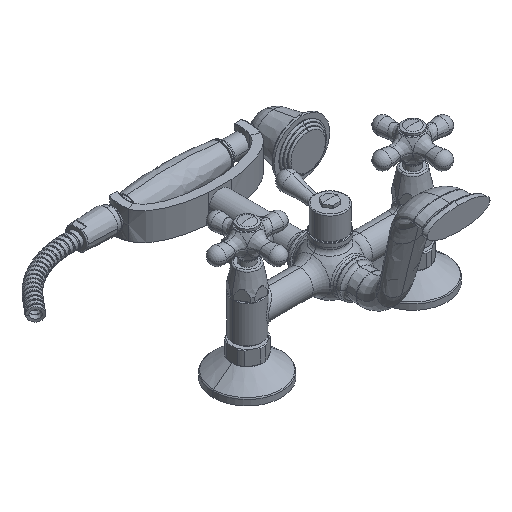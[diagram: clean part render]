
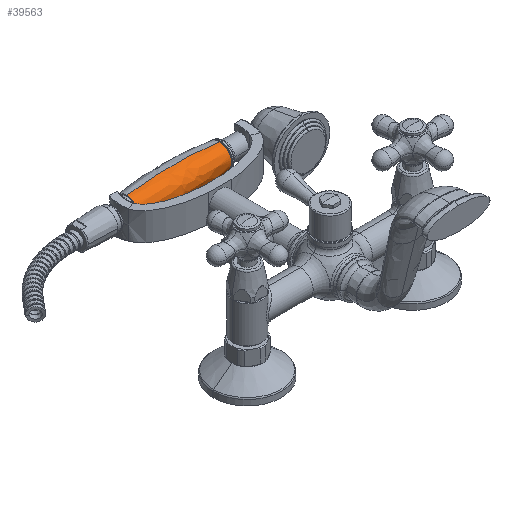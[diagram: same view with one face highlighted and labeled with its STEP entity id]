
A CAD part, isometric view. The second image highlights one B-rep face of the part: STEP entity #39563.
In plain terms, the highlighted free-form (B-spline) face has degree [3, 3] with [7, 4] control points.
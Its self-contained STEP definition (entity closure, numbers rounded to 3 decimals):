
#28670=CARTESIAN_POINT('',(-50.74,143.26,0.));
#28671=DIRECTION('',(1.,0.,0.));
#28672=DIRECTION('',(0.,0.,1.));
#28673=AXIS2_PLACEMENT_3D('',#28670,#28671,#28672);
#28685=CARTESIAN_POINT('',(-6.5,143.26,317.042));
#28686=DIRECTION('',(0.,-1.,0.));
#28687=DIRECTION('',(-0.133,0.,-0.991));
#28688=AXIS2_PLACEMENT_3D('',#28685,#28686,#28687);
#28690=CARTESIAN_POINT('',(-6.5,143.26,-317.042));
#28691=DIRECTION('',(0.,1.,0.));
#28692=DIRECTION('',(-0.133,0.,0.991));
#28693=AXIS2_PLACEMENT_3D('',#28690,#28691,#28692);
#28700=CARTESIAN_POINT('',(37.74,143.26,0.));
#28701=DIRECTION('',(1.,0.,0.));
#28702=DIRECTION('',(0.,0.,1.));
#28703=AXIS2_PLACEMENT_3D('',#28700,#28701,#28702);
#31795=CARTESIAN_POINT('',(37.74,143.26,11.535));
#31796=CARTESIAN_POINT('',(37.74,143.26,
-11.535));
#31797=VERTEX_POINT('',#31795);
#31798=VERTEX_POINT('',#31796);
#31799=CARTESIAN_POINT('',(-50.74,143.26,
11.535));
#31800=CARTESIAN_POINT('',(-50.74,143.26,
-11.535));
#31801=VERTEX_POINT('',#31799);
#31802=VERTEX_POINT('',#31800);
#39525=CARTESIAN_POINT('',(39.498,143.969,
-11.271));
#39526=CARTESIAN_POINT('',(8.932,144.238,
-15.545));
#39527=CARTESIAN_POINT('',(-21.932,144.238,
-15.545));
#39528=CARTESIAN_POINT('',(-52.498,143.969,
-11.271));
#39529=CARTESIAN_POINT('',(39.498,137.032,
-11.708));
#39530=CARTESIAN_POINT('',(8.932,134.671,
-16.147));
#39531=CARTESIAN_POINT('',(-21.932,134.671,
-16.147));
#39532=CARTESIAN_POINT('',(-52.498,137.032,
-11.708));
#39533=CARTESIAN_POINT('',(39.498,131.966,
-6.95));
#39534=CARTESIAN_POINT('',(8.932,127.684,
-9.585));
#39535=CARTESIAN_POINT('',(-21.932,127.684,
-9.585));
#39536=CARTESIAN_POINT('',(-52.498,131.966,
-6.95));
#39537=CARTESIAN_POINT('',(39.498,131.966,0.));
#39538=CARTESIAN_POINT('',(8.932,127.684,
0.));
#39539=CARTESIAN_POINT('',(-21.932,127.684,
0.));
#39540=CARTESIAN_POINT('',(-52.498,131.966,
0.));
#39541=CARTESIAN_POINT('',(39.498,131.966,6.95));
#39542=CARTESIAN_POINT('',(8.932,127.684,9.585));
#39543=CARTESIAN_POINT('',(-21.932,127.684,
9.585));
#39544=CARTESIAN_POINT('',(-52.498,131.966,
6.95));
#39545=CARTESIAN_POINT('',(39.498,137.032,11.708));
#39546=CARTESIAN_POINT('',(8.932,134.671,16.147));
#39547=CARTESIAN_POINT('',(-21.932,134.671,
16.147));
#39548=CARTESIAN_POINT('',(-52.498,137.032,
11.708));
#39549=CARTESIAN_POINT('',(39.498,143.969,11.271));
#39550=CARTESIAN_POINT('',(8.932,144.238,15.545));
#39551=CARTESIAN_POINT('',(-21.932,144.238,
15.545));
#39552=CARTESIAN_POINT('',(-52.498,143.969,
11.271));
#39553=(BOUNDED_SURFACE()B_SPLINE_SURFACE(3,3,((#39525,#39526,#39527,#39528),(
#39529,#39530,#39531,#39532),(#39533,#39534,#39535,#39536),(#39537,#39538,
#39539,#39540),(#39541,#39542,#39543,#39544),(#39545,#39546,#39547,#39548),(
#39549,#39550,#39551,#39552)),.UNSPECIFIED.,.F.,.F.,.F.)B_SPLINE_SURFACE_WITH_KNOTS((4,3,4),(4,4),(0.,1.,2.),(0.,1.),.UNSPECIFIED.)GEOMETRIC_REPRESENTATION_ITEM()RATIONAL_B_SPLINE_SURFACE(((1.193,1.185,
1.185,1.193),(0.942,0.936,
0.936,0.942),(0.942,0.936,
0.936,0.942),(1.193,1.185,
1.185,1.193),(0.942,0.936,
0.936,0.942),(0.942,0.936,
0.936,0.942),(1.193,1.185,
1.185,1.193)))REPRESENTATION_ITEM('')SURFACE());
#39555=ORIENTED_EDGE('',*,*,#39554,.T.);
#39557=ORIENTED_EDGE('',*,*,#39556,.F.);
#39558=ORIENTED_EDGE('',*,*,#39508,.F.);
#39560=ORIENTED_EDGE('',*,*,#39559,.T.);
#39561=EDGE_LOOP('',(#39555,#39557,#39558,#39560));
#39562=FACE_OUTER_BOUND('',#39561,.F.);
#39563=ADVANCED_FACE('',(#39562),#39553,.T.);
#28674=CIRCLE('',#28673,11.535);
#28689=CIRCLE('',#28688,331.542);
#28694=CIRCLE('',#28693,331.542);
#28704=CIRCLE('',#28703,11.535);
#39508=EDGE_CURVE('',#31801,#31802,#28674,.T.);
#39554=EDGE_CURVE('',#31797,#31798,#28704,.T.);
#39556=EDGE_CURVE('',#31802,#31798,#28689,.T.);
#39559=EDGE_CURVE('',#31801,#31797,#28694,.T.);
